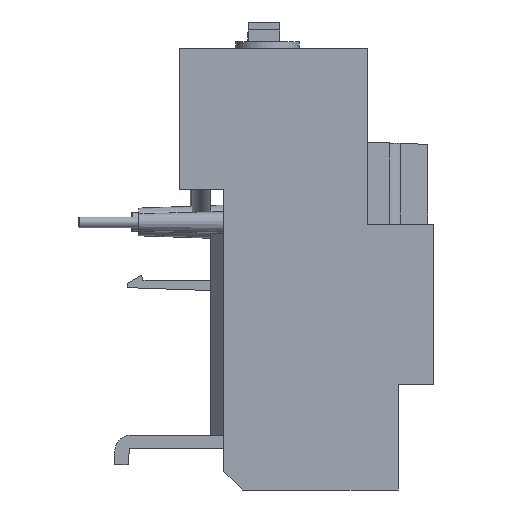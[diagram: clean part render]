
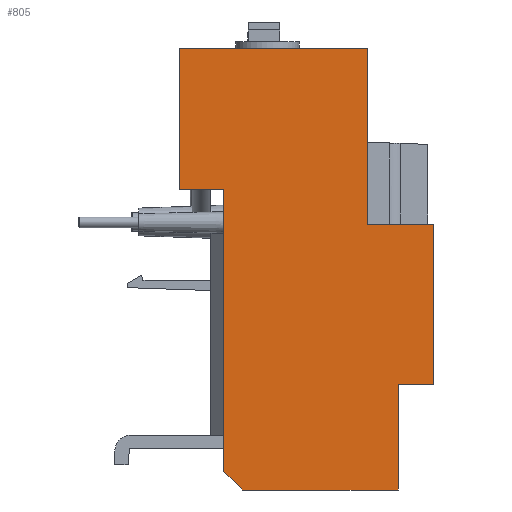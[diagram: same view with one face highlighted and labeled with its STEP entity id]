
A CAD part, left-side view. The second image highlights one B-rep face of the part: STEP entity #805.
In plain terms, the highlighted planar face has unit normal (-1, 0, 0).
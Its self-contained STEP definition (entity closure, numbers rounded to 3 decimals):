
#805 = ADVANCED_FACE( '', ( #1837 ), #1838, .F. );
#1837 = FACE_OUTER_BOUND( '', #3076, .T. );
#1838 = PLANE( '', #3077 );
#3076 = EDGE_LOOP( '', ( #5450, #5451, #5452, #5453, #5454, #5455, #5456, #5457, #5458, #5459, #5460 ) );
#3077 = AXIS2_PLACEMENT_3D( '', #5461, #5462, #5463 );
#5450 = ORIENTED_EDGE( '', *, *, #7886, .F. );
#5451 = ORIENTED_EDGE( '', *, *, #7201, .F. );
#5452 = ORIENTED_EDGE( '', *, *, #7957, .F. );
#5453 = ORIENTED_EDGE( '', *, *, #7917, .F. );
#5454 = ORIENTED_EDGE( '', *, *, #7958, .F. );
#5455 = ORIENTED_EDGE( '', *, *, #7348, .F. );
#5456 = ORIENTED_EDGE( '', *, *, #7959, .F. );
#5457 = ORIENTED_EDGE( '', *, *, #7075, .F. );
#5458 = ORIENTED_EDGE( '', *, *, #7960, .F. );
#5459 = ORIENTED_EDGE( '', *, *, #7581, .F. );
#5460 = ORIENTED_EDGE( '', *, *, #7501, .F. );
#5461 = CARTESIAN_POINT( '', ( 0., 0., 0. ) );
#5462 = DIRECTION( '', ( 1., 0., 0. ) );
#5463 = DIRECTION( '', ( 0., 0., -1. ) );
#7075 = EDGE_CURVE( '', #8432, #8433, #8434, .T. );
#7201 = EDGE_CURVE( '', #8659, #8661, #8662, .T. );
#7348 = EDGE_CURVE( '', #8907, #8909, #8910, .T. );
#7501 = EDGE_CURVE( '', #9160, #9162, #9163, .T. );
#7581 = EDGE_CURVE( '', #9162, #9288, #9289, .T. );
#7886 = EDGE_CURVE( '', #8661, #9160, #9747, .T. );
#7917 = EDGE_CURVE( '', #9793, #9794, #9795, .T. );
#7957 = EDGE_CURVE( '', #9794, #8659, #9847, .T. );
#7958 = EDGE_CURVE( '', #8909, #9793, #9848, .T. );
#7959 = EDGE_CURVE( '', #8433, #8907, #9849, .T. );
#7960 = EDGE_CURVE( '', #9288, #8432, #9850, .T. );
#8432 = VERTEX_POINT( '', #10423 );
#8433 = VERTEX_POINT( '', #10424 );
#8434 = LINE( '', #10425, #10426 );
#8659 = VERTEX_POINT( '', #10735 );
#8661 = VERTEX_POINT( '', #10738 );
#8662 = LINE( '', #10739, #10740 );
#8907 = VERTEX_POINT( '', #11086 );
#8909 = VERTEX_POINT( '', #11089 );
#8910 = LINE( '', #11090, #11091 );
#9160 = VERTEX_POINT( '', #11448 );
#9162 = VERTEX_POINT( '', #11451 );
#9163 = LINE( '', #11452, #11453 );
#9288 = VERTEX_POINT( '', #11628 );
#9289 = LINE( '', #11629, #11630 );
#9747 = LINE( '', #12337, #12338 );
#9793 = VERTEX_POINT( '', #12403 );
#9794 = VERTEX_POINT( '', #12404 );
#9795 = LINE( '', #12405, #12406 );
#9847 = LINE( '', #12484, #12485 );
#9848 = LINE( '', #12486, #12487 );
#9849 = LINE( '', #12488, #12489 );
#9850 = LINE( '', #12490, #12491 );
#10423 = CARTESIAN_POINT( '', ( 0., -10.2, 19.8 ) );
#10424 = CARTESIAN_POINT( '', ( 0., -3.5, 19.8 ) );
#10425 = CARTESIAN_POINT( '', ( 0., -10.2, 19.8 ) );
#10426 = VECTOR( '', #13190, 1000. );
#10735 = CARTESIAN_POINT( '', ( 0., 37.6, 56.5 ) );
#10738 = CARTESIAN_POINT( '', ( 0., 37.6, 83. ) );
#10739 = CARTESIAN_POINT( '', ( 0., 37.6, 56.5 ) );
#10740 = VECTOR( '', #13333, 1000. );
#11086 = CARTESIAN_POINT( '', ( 0., -3.5, 0. ) );
#11089 = CARTESIAN_POINT( '', ( 0., 25.8, 0. ) );
#11090 = CARTESIAN_POINT( '', ( 0., -3.5, 0. ) );
#11091 = VECTOR( '', #13478, 1000. );
#11448 = CARTESIAN_POINT( '', ( 0., 2.3, 83. ) );
#11451 = CARTESIAN_POINT( '', ( 0., 2.3, 50. ) );
#11452 = CARTESIAN_POINT( '', ( 0., 2.3, 83. ) );
#11453 = VECTOR( '', #13626, 1000. );
#11628 = CARTESIAN_POINT( '', ( 0., -10.2, 50. ) );
#11629 = CARTESIAN_POINT( '', ( 0., 2.3, 50. ) );
#11630 = VECTOR( '', #13713, 1000. );
#12337 = CARTESIAN_POINT( '', ( 0., 37.6, 83. ) );
#12338 = VECTOR( '', #14015, 1000. );
#12403 = CARTESIAN_POINT( '', ( 0., 29.3, 3.5 ) );
#12404 = CARTESIAN_POINT( '', ( 0., 29.3, 56.5 ) );
#12405 = CARTESIAN_POINT( '', ( 0., 29.3, 3.5 ) );
#12406 = VECTOR( '', #14044, 1000. );
#12484 = CARTESIAN_POINT( '', ( 0., 29.3, 56.5 ) );
#12485 = VECTOR( '', #14080, 1000. );
#12486 = CARTESIAN_POINT( '', ( 0., 25.8, 0. ) );
#12487 = VECTOR( '', #14081, 1000. );
#12488 = CARTESIAN_POINT( '', ( 0., -3.5, 19.8 ) );
#12489 = VECTOR( '', #14082, 1000. );
#12490 = CARTESIAN_POINT( '', ( 0., -10.2, 50. ) );
#12491 = VECTOR( '', #14083, 1000. );
#13190 = DIRECTION( '', ( 0., 1., 0. ) );
#13333 = DIRECTION( '', ( 0., 0., 1. ) );
#13478 = DIRECTION( '', ( 0., 1., 0. ) );
#13626 = DIRECTION( '', ( 0., 0., -1. ) );
#13713 = DIRECTION( '', ( 0., -1., 0. ) );
#14015 = DIRECTION( '', ( 0., -1., 0. ) );
#14044 = DIRECTION( '', ( 0., 0., 1. ) );
#14080 = DIRECTION( '', ( 0., 1., 0. ) );
#14081 = DIRECTION( '', ( 0., 0.707, 0.707 ) );
#14082 = DIRECTION( '', ( 0., 0., -1. ) );
#14083 = DIRECTION( '', ( 0., 0., -1. ) );
